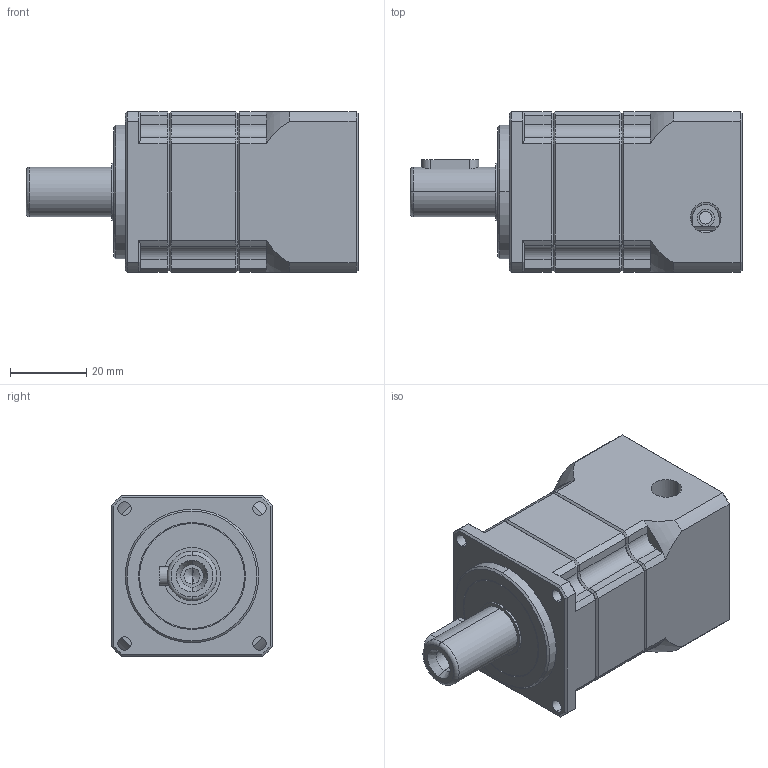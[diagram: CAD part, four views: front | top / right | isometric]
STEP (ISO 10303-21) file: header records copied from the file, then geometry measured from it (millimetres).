
FILE_DESCRIPTION (( 'STEP AP214' ), '1' );
FILE_NAME ('PFF42-L1(8-30-46-M4).STEP', '2018-09-28T07:21:23', ( '' ), ( '' ), 'SwSTEP 2.0', 'SolidWorks 2014', '' );
FILE_SCHEMA (( 'AUTOMOTIVE_DESIGN' ));
Length unit declared in the file: millimetre
Products named in the file (7): PFF42-SG01; 瑩5-5-15; PFF42-L1(8-30-46-M4); PF42-LZ01; 6001-2RS; PF42-SR01(30-46-M4); PFF42-CQ01
Assembly tree (6 placements, depth 2):
  PFF42-L1(8-30-46-M4)
    PFF42-SG01
    PFF42-CQ01
    PF42-SR01(30-46-M4)
    6001-2RS
    PF42-LZ01
    瑩5-5-15
Bounding box: 87 x 42 x 42 mm (x, y, z)
Volume: 88329.7 mm3; surface area: 34801 mm2
Topology: 20 solids, 20 shells, 603 faces, 1403 edges, 839 vertices
Faces by surface type: cylinder 212, plane 198, cone 104, bspline 81, torus 8
Entity records: 20499 total; most frequent: CARTESIAN_POINT 6947, ORIENTED_EDGE 2682, DIRECTION 2666, EDGE_CURVE 1341, AXIS2_PLACEMENT_3D 1102, VERTEX_POINT 839, EDGE_LOOP 702, ADVANCED_FACE 603
